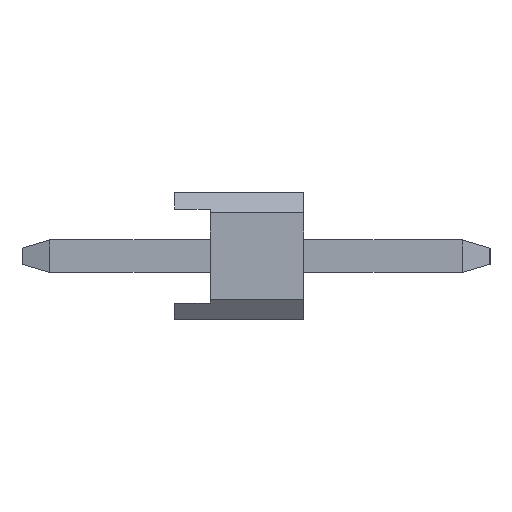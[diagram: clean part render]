
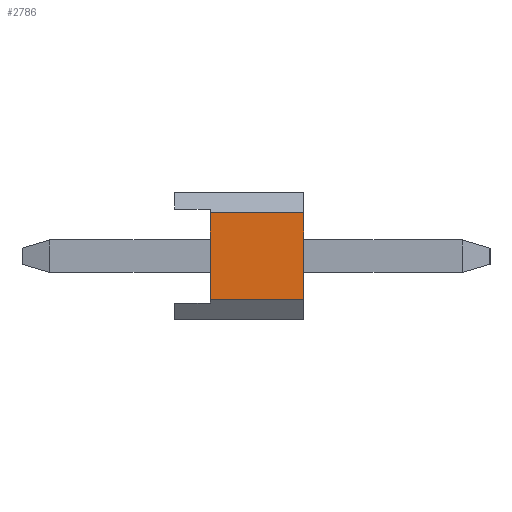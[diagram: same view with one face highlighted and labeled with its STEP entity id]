
A CAD part, left-side view. The second image highlights one B-rep face of the part: STEP entity #2786.
In plain terms, the highlighted planar face has unit normal (-1, 0, 0).
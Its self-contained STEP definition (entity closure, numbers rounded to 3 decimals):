
#1926=EDGE_CURVE('',#2292,#2304,#4455,.T.);
#2000=EDGE_CURVE('',#3412,#2304,#4535,.T.);
#2292=VERTEX_POINT('',#4859);
#2304=VERTEX_POINT('',#4872);
#2786=ADVANCED_FACE('',(#5398),#5399,.T.);
#3176=EDGE_CURVE('',#3412,#3652,#5839,.T.);
#3340=EDGE_CURVE('',#3652,#2292,#6016,.T.);
#3412=VERTEX_POINT('',#6096);
#3652=VERTEX_POINT('',#6363);
#4455=LINE('',#7509,#7510);
#4535=LINE('',#7627,#7628);
#4859=CARTESIAN_POINT('',(-10.06,-2.54,-0.851));
#4872=CARTESIAN_POINT('',(-10.06,-2.54,0.851));
#5398=FACE_OUTER_BOUND('',#8901,.T.);
#5399=PLANE('',#8902);
#5839=LINE('',#9519,#9520);
#6016=LINE('',#9768,#9769);
#6096=CARTESIAN_POINT('',(-10.06,-0.7,0.851));
#6363=CARTESIAN_POINT('',(-10.06,-0.7,-0.851));
#7509=CARTESIAN_POINT('',(-10.06,-2.54,0.851));
#7510=VECTOR('',#11073,1.0);
#7627=CARTESIAN_POINT('',(-10.06,0.,0.851));
#7628=VECTOR('',#11142,1.0);
#8901=EDGE_LOOP('',(#11985,#11986,#11987,#11988));
#8902=AXIS2_PLACEMENT_3D('',#11989,#11990,#11991);
#9519=CARTESIAN_POINT('',(-10.06,-0.7,-0.426));
#9520=VECTOR('',#12522,1.0);
#9768=CARTESIAN_POINT('',(-10.06,0.,-0.851));
#9769=VECTOR('',#12672,1.0);
#11073=DIRECTION('',(0.0,0.,1.0));
#11142=DIRECTION('',(0.0,-1.0,0.));
#11985=ORIENTED_EDGE('',*,*,#3176,.T.);
#11986=ORIENTED_EDGE('',*,*,#3340,.T.);
#11987=ORIENTED_EDGE('',*,*,#1926,.T.);
#11988=ORIENTED_EDGE('',*,*,#2000,.F.);
#11989=CARTESIAN_POINT('',(-10.06,0.,-0.851));
#11990=DIRECTION('',(-1.0,0.0,0.0));
#11991=DIRECTION('',(0.0,0.,-1.0));
#12522=DIRECTION('',(0.0,0.,-1.0));
#12672=DIRECTION('',(0.0,-1.0,0.));
